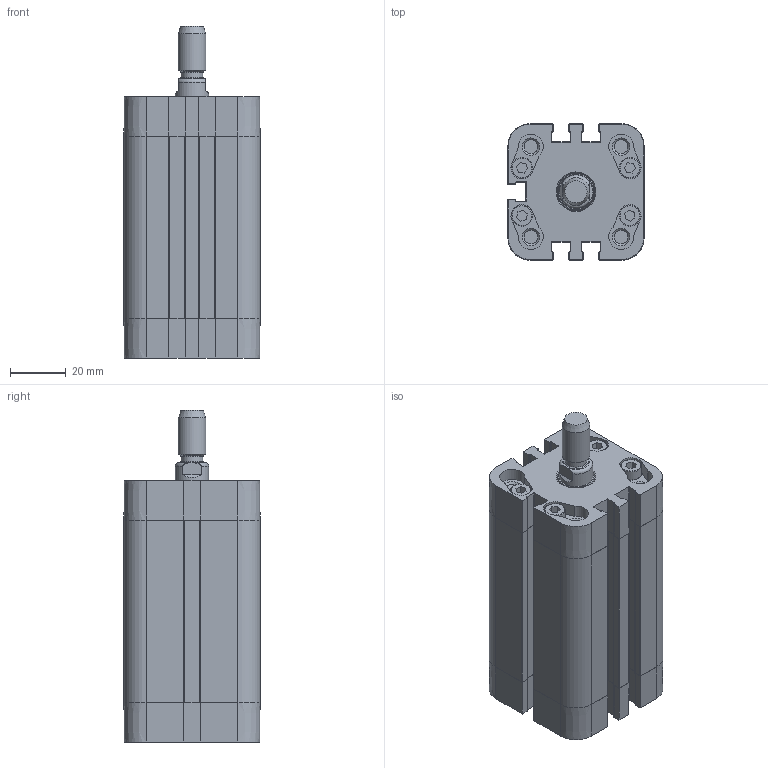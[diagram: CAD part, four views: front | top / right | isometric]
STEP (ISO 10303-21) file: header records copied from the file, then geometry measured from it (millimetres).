
FILE_DESCRIPTION( ( 'STEP AP214' ), '1' );
FILE_NAME( 'DM-32-1000-M.stp', ' ', ( ' ' ), ( ' ' ), ' ', ' ', ' ' );
FILE_SCHEMA (('AUTOMOTIVE_DESIGN { 1 0 10303 214 3 1 1 }'));
Products named in the file (1): (Unsaved)
Bounding box: 49 x 49 x 119.5 mm (x, y, z)
Volume: 149135.3 mm3; surface area: 51561.6 mm2
Topology: 4 solids, 12 shells, 1527 faces, 4115 edges, 2696 vertices
Faces by surface type: bspline 757, plane 511, cylinder 176, torus 48, cone 35
Full cylindrical faces by diameter (mm): 2.5 x2, 4.917 x1, 5.2 x8, 7.5 x8, 7.9 x1, 8.566 x2, 9 x1, 10 x1, 12 x1, 12.54 x1, 13.7 x1, 14 x1, 16.32 x1, 16.5 x1, 32 x1
Entity records: 54131 total; most frequent: CARTESIAN_POINT 21129, ORIENTED_EDGE 8072, DIRECTION 4447, EDGE_CURVE 4016, VERTEX_POINT 2679, LINE 2027, VECTOR 2027, EDGE_LOOP 1713
